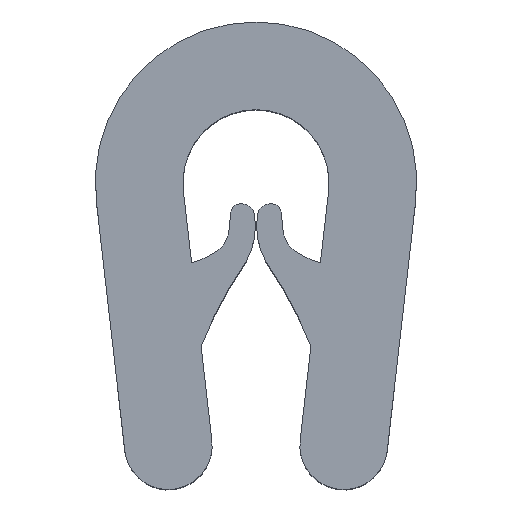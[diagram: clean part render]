
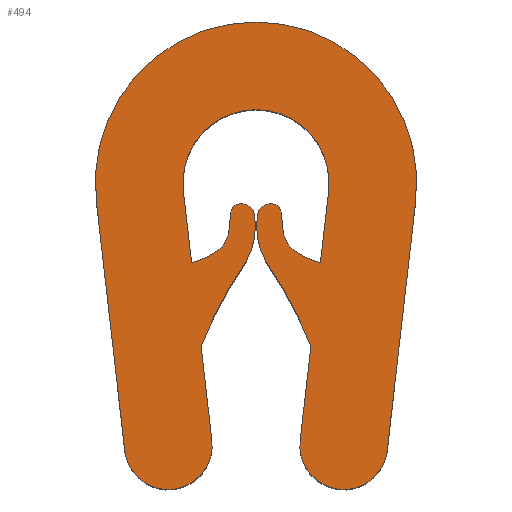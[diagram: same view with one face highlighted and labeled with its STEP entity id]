
A CAD part, top view. The second image highlights one B-rep face of the part: STEP entity #494.
In plain terms, the highlighted planar face has unit normal (0, 0, 1).
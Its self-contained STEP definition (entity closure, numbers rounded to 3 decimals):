
#56=FACE_OUTER_BOUND('',#82,.T.);
#82=EDGE_LOOP('',(#435,#436,#437,#438,#439,#440,#441,#442,#443,#444,#445,
#446,#447,#448,#449,#450,#451,#452,#453,#454,#455,#456,#457,#458));
#99=CIRCLE('',#534,0.75);
#100=CIRCLE('',#537,7.06);
#101=CIRCLE('',#539,1.24);
#102=CIRCLE('',#541,0.23);
#103=CIRCLE('',#543,0.15);
#104=CIRCLE('',#546,0.51);
#105=CIRCLE('',#548,1.64);
#106=CIRCLE('',#551,1.25);
#107=CIRCLE('',#554,1.64);
#108=CIRCLE('',#556,0.51);
#109=CIRCLE('',#559,0.15);
#110=CIRCLE('',#561,0.23);
#111=CIRCLE('',#563,1.24);
#112=CIRCLE('',#565,7.06);
#113=CIRCLE('',#568,0.75);
#114=CIRCLE('',#571,2.75);
#123=LINE('',#784,#163);
#127=LINE('',#793,#167);
#133=LINE('',#813,#173);
#137=LINE('',#825,#177);
#140=LINE('',#833,#180);
#144=LINE('',#845,#184);
#150=LINE('',#865,#190);
#153=LINE('',#873,#193);
#163=VECTOR('',#619,10.);
#167=VECTOR('',#629,10.);
#173=VECTOR('',#653,10.);
#177=VECTOR('',#667,10.);
#180=VECTOR('',#676,10.);
#184=VECTOR('',#690,10.);
#190=VECTOR('',#714,10.);
#193=VECTOR('',#723,10.);
#219=VERTEX_POINT('',#782);
#220=VERTEX_POINT('',#783);
#221=VERTEX_POINT('',#788);
#222=VERTEX_POINT('',#792);
#223=VERTEX_POINT('',#796);
#224=VERTEX_POINT('',#800);
#225=VERTEX_POINT('',#804);
#226=VERTEX_POINT('',#808);
#227=VERTEX_POINT('',#812);
#228=VERTEX_POINT('',#816);
#229=VERTEX_POINT('',#820);
#230=VERTEX_POINT('',#824);
#231=VERTEX_POINT('',#828);
#232=VERTEX_POINT('',#832);
#233=VERTEX_POINT('',#836);
#234=VERTEX_POINT('',#840);
#235=VERTEX_POINT('',#844);
#236=VERTEX_POINT('',#848);
#237=VERTEX_POINT('',#852);
#238=VERTEX_POINT('',#856);
#239=VERTEX_POINT('',#860);
#240=VERTEX_POINT('',#864);
#241=VERTEX_POINT('',#868);
#242=VERTEX_POINT('',#872);
#267=EDGE_CURVE('',#219,#220,#123,.T.);
#270=EDGE_CURVE('',#220,#221,#99,.T.);
#272=EDGE_CURVE('',#221,#222,#127,.T.);
#274=EDGE_CURVE('',#222,#223,#100,.T.);
#276=EDGE_CURVE('',#223,#224,#101,.T.);
#278=EDGE_CURVE('',#224,#225,#102,.T.);
#280=EDGE_CURVE('',#225,#226,#103,.T.);
#282=EDGE_CURVE('',#226,#227,#133,.T.);
#284=EDGE_CURVE('',#227,#228,#104,.T.);
#286=EDGE_CURVE('',#228,#229,#105,.T.);
#288=EDGE_CURVE('',#229,#230,#137,.T.);
#290=EDGE_CURVE('',#230,#231,#106,.T.);
#292=EDGE_CURVE('',#231,#232,#140,.T.);
#294=EDGE_CURVE('',#232,#233,#107,.T.);
#296=EDGE_CURVE('',#233,#234,#108,.T.);
#298=EDGE_CURVE('',#234,#235,#144,.T.);
#300=EDGE_CURVE('',#235,#236,#109,.T.);
#302=EDGE_CURVE('',#236,#237,#110,.T.);
#304=EDGE_CURVE('',#237,#238,#111,.T.);
#306=EDGE_CURVE('',#238,#239,#112,.T.);
#308=EDGE_CURVE('',#239,#240,#150,.T.);
#310=EDGE_CURVE('',#240,#241,#113,.T.);
#312=EDGE_CURVE('',#241,#242,#153,.T.);
#314=EDGE_CURVE('',#242,#219,#114,.T.);
#435=ORIENTED_EDGE('',*,*,#267,.F.);
#436=ORIENTED_EDGE('',*,*,#314,.F.);
#437=ORIENTED_EDGE('',*,*,#312,.F.);
#438=ORIENTED_EDGE('',*,*,#310,.F.);
#439=ORIENTED_EDGE('',*,*,#308,.F.);
#440=ORIENTED_EDGE('',*,*,#306,.F.);
#441=ORIENTED_EDGE('',*,*,#304,.F.);
#442=ORIENTED_EDGE('',*,*,#302,.F.);
#443=ORIENTED_EDGE('',*,*,#300,.F.);
#444=ORIENTED_EDGE('',*,*,#298,.F.);
#445=ORIENTED_EDGE('',*,*,#296,.F.);
#446=ORIENTED_EDGE('',*,*,#294,.F.);
#447=ORIENTED_EDGE('',*,*,#292,.F.);
#448=ORIENTED_EDGE('',*,*,#290,.F.);
#449=ORIENTED_EDGE('',*,*,#288,.F.);
#450=ORIENTED_EDGE('',*,*,#286,.F.);
#451=ORIENTED_EDGE('',*,*,#284,.F.);
#452=ORIENTED_EDGE('',*,*,#282,.F.);
#453=ORIENTED_EDGE('',*,*,#280,.F.);
#454=ORIENTED_EDGE('',*,*,#278,.F.);
#455=ORIENTED_EDGE('',*,*,#276,.F.);
#456=ORIENTED_EDGE('',*,*,#274,.F.);
#457=ORIENTED_EDGE('',*,*,#272,.F.);
#458=ORIENTED_EDGE('',*,*,#270,.F.);
#468=PLANE('',#572);
#494=ADVANCED_FACE('',(#56),#468,.T.);
#534=AXIS2_PLACEMENT_3D('',#789,#624,#625);
#537=AXIS2_PLACEMENT_3D('',#797,#633,#634);
#539=AXIS2_PLACEMENT_3D('',#801,#638,#639);
#541=AXIS2_PLACEMENT_3D('',#805,#643,#644);
#543=AXIS2_PLACEMENT_3D('',#809,#648,#649);
#546=AXIS2_PLACEMENT_3D('',#817,#657,#658);
#548=AXIS2_PLACEMENT_3D('',#821,#662,#663);
#551=AXIS2_PLACEMENT_3D('',#829,#671,#672);
#554=AXIS2_PLACEMENT_3D('',#837,#680,#681);
#556=AXIS2_PLACEMENT_3D('',#841,#685,#686);
#559=AXIS2_PLACEMENT_3D('',#849,#694,#695);
#561=AXIS2_PLACEMENT_3D('',#853,#699,#700);
#563=AXIS2_PLACEMENT_3D('',#857,#704,#705);
#565=AXIS2_PLACEMENT_3D('',#861,#709,#710);
#568=AXIS2_PLACEMENT_3D('',#869,#718,#719);
#571=AXIS2_PLACEMENT_3D('',#876,#727,#728);
#572=AXIS2_PLACEMENT_3D('',#877,#729,#730);
#619=DIRECTION('',(-0.113,-0.994,0.));
#624=DIRECTION('center_axis',(0.,0.,-1.));
#625=DIRECTION('ref_axis',(-0.994,0.113,0.));
#629=DIRECTION('',(0.113,0.994,0.));
#633=DIRECTION('center_axis',(0.,0.,1.));
#634=DIRECTION('ref_axis',(-0.932,-0.363,0.));
#638=DIRECTION('center_axis',(0.,0.,-1.));
#639=DIRECTION('ref_axis',(-0.986,0.169,0.));
#643=DIRECTION('center_axis',(0.,0.,-1.));
#644=DIRECTION('ref_axis',(0.395,0.919,0.));
#648=DIRECTION('center_axis',(0.,0.,-1.));
#649=DIRECTION('ref_axis',(0.995,0.102,0.));
#653=DIRECTION('',(0.102,-0.995,0.));
#657=DIRECTION('center_axis',(0.,0.,1.));
#658=DIRECTION('ref_axis',(0.995,0.102,0.));
#662=DIRECTION('center_axis',(0.,0.,1.));
#663=DIRECTION('ref_axis',(0.558,0.83,0.));
#667=DIRECTION('',(0.113,0.994,0.));
#671=DIRECTION('center_axis',(0.,0.,1.));
#672=DIRECTION('ref_axis',(-0.994,0.113,0.));
#676=DIRECTION('',(0.113,-0.994,0.));
#680=DIRECTION('center_axis',(0.,0.,1.));
#681=DIRECTION('ref_axis',(-0.286,0.958,0.));
#685=DIRECTION('center_axis',(0.,0.,1.));
#686=DIRECTION('ref_axis',(-0.619,0.785,0.));
#690=DIRECTION('',(0.102,0.995,0.));
#694=DIRECTION('center_axis',(0.,0.,-1.));
#695=DIRECTION('ref_axis',(-0.395,0.919,0.));
#699=DIRECTION('center_axis',(0.,0.,-1.));
#700=DIRECTION('ref_axis',(0.966,0.259,0.));
#704=DIRECTION('center_axis',(0.,0.,-1.));
#705=DIRECTION('ref_axis',(0.871,-0.491,0.));
#709=DIRECTION('center_axis',(0.,0.,1.));
#710=DIRECTION('ref_axis',(0.823,-0.568,0.));
#714=DIRECTION('',(0.113,-0.994,0.));
#718=DIRECTION('center_axis',(0.,0.,-1.));
#719=DIRECTION('ref_axis',(-0.994,-0.113,0.));
#723=DIRECTION('',(-0.113,0.994,0.));
#727=DIRECTION('center_axis',(0.,0.,-1.));
#728=DIRECTION('ref_axis',(0.994,-0.113,0.));
#729=DIRECTION('center_axis',(0.,0.,1.));
#730=DIRECTION('ref_axis',(1.,0.,0.));
#782=CARTESIAN_POINT('',(2.732,-0.311,2.5));
#783=CARTESIAN_POINT('',(2.245,-4.585,2.5));
#784=CARTESIAN_POINT('',(2.245,-4.585,2.5));
#788=CARTESIAN_POINT('',(0.755,-4.415,2.5));
#789=CARTESIAN_POINT('Origin',(1.5,-4.5,2.5));
#792=CARTESIAN_POINT('',(0.939,-2.799,2.5));
#793=CARTESIAN_POINT('',(0.939,-2.799,2.5));
#796=CARTESIAN_POINT('',(0.169,-1.348,2.5));
#797=CARTESIAN_POINT('Origin',(-5.64,-5.36,2.5));
#800=CARTESIAN_POINT('',(0.028,-0.531,2.5));
#801=CARTESIAN_POINT('Origin',(1.25,-0.74,2.5));
#804=CARTESIAN_POINT('',(0.341,-0.379,2.5));
#805=CARTESIAN_POINT('Origin',(0.25,-0.59,2.5));
#808=CARTESIAN_POINT('',(0.431,-0.501,2.5));
#809=CARTESIAN_POINT('Origin',(0.282,-0.517,2.5));
#812=CARTESIAN_POINT('',(0.463,-0.812,2.5));
#813=CARTESIAN_POINT('',(0.463,-0.812,2.5));
#816=CARTESIAN_POINT('',(0.654,-1.161,2.5));
#817=CARTESIAN_POINT('Origin',(0.97,-0.76,2.5));
#820=CARTESIAN_POINT('',(1.102,-1.372,2.5));
#821=CARTESIAN_POINT('Origin',(1.57,0.2,2.5));
#824=CARTESIAN_POINT('',(1.242,-0.142,2.5));
#825=CARTESIAN_POINT('',(1.242,-0.142,2.5));
#828=CARTESIAN_POINT('',(-1.242,-0.142,2.5));
#829=CARTESIAN_POINT('Origin',(0.,0.,
2.5));
#832=CARTESIAN_POINT('',(-1.102,-1.372,2.5));
#833=CARTESIAN_POINT('',(-1.102,-1.372,2.5));
#836=CARTESIAN_POINT('',(-0.654,-1.161,2.5));
#837=CARTESIAN_POINT('Origin',(-1.57,0.2,2.5));
#840=CARTESIAN_POINT('',(-0.463,-0.812,2.5));
#841=CARTESIAN_POINT('Origin',(-0.97,-0.76,2.5));
#844=CARTESIAN_POINT('',(-0.431,-0.501,2.5));
#845=CARTESIAN_POINT('',(-0.431,-0.501,2.5));
#848=CARTESIAN_POINT('',(-0.341,-0.379,2.5));
#849=CARTESIAN_POINT('Origin',(-0.282,-0.517,2.5));
#852=CARTESIAN_POINT('',(-0.028,-0.531,2.5));
#853=CARTESIAN_POINT('Origin',(-0.25,-0.59,2.5));
#856=CARTESIAN_POINT('',(-0.169,-1.348,2.5));
#857=CARTESIAN_POINT('Origin',(-1.25,-0.74,2.5));
#860=CARTESIAN_POINT('',(-0.939,-2.799,2.5));
#861=CARTESIAN_POINT('Origin',(5.64,-5.36,2.5));
#864=CARTESIAN_POINT('',(-0.755,-4.415,2.5));
#865=CARTESIAN_POINT('',(-0.755,-4.415,2.5));
#868=CARTESIAN_POINT('',(-2.245,-4.585,2.5));
#869=CARTESIAN_POINT('Origin',(-1.5,-4.5,2.5));
#872=CARTESIAN_POINT('',(-2.732,-0.311,2.5));
#873=CARTESIAN_POINT('',(-2.732,-0.311,2.5));
#876=CARTESIAN_POINT('Origin',(0.,0.,2.5));
#877=CARTESIAN_POINT('Origin',(0.,-1.297,2.5));
